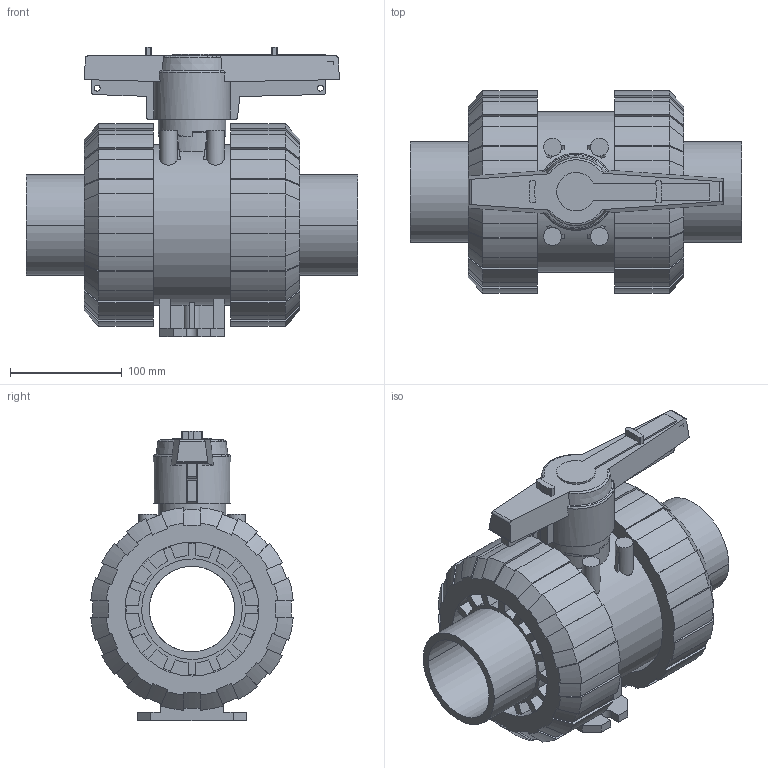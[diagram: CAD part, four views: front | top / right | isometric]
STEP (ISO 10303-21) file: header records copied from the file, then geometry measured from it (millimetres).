
FILE_DESCRIPTION((''),'2;1');
FILE_NAME('PV10053B090.stp','2022-02-14T16:30:49',('RL'),(''),'Autodesk Inventor 2012','Autodesk Inventor 2012','');
FILE_SCHEMA(('AUTOMOTIVE_DESIGN { 1 0 10303 214 1 1 1 1 }'));
Length unit declared in the file: millimetre
Products named in the file (1): PV10053B090
Bounding box: 297 x 181.41 x 259.3 mm (x, y, z)
Volume: 3619140.5 mm3; surface area: 532132.4 mm2
Topology: 6 solids, 6 shells, 563 faces, 1632 edges, 1090 vertices
Faces by surface type: plane 285, cylinder 182, cone 76, bspline 12, torus 8
Full cylindrical faces by diameter (mm): 5.5 x2, 16 x4, 60.5 x1, 80 x1, 120 x2, 144 x1, 150.9 x2
Entity records: 19241 total; most frequent: CARTESIAN_POINT 4419, ORIENTED_EDGE 3220, DIRECTION 3028, EDGE_CURVE 1610, VERTEX_POINT 1082, AXIS2_PLACEMENT_3D 1074, VECTOR 880, LINE 880
